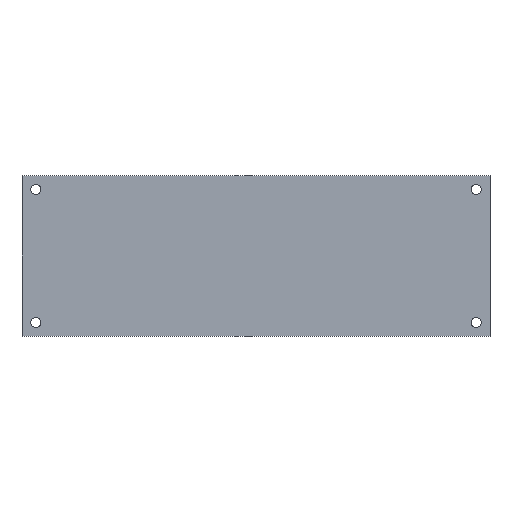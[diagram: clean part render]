
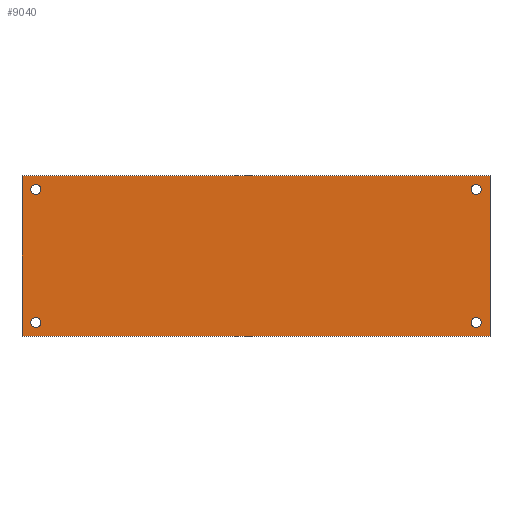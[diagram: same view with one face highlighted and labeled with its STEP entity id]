
A CAD part, front view. The second image highlights one B-rep face of the part: STEP entity #9040.
In plain terms, the highlighted planar face has unit normal (0, -1, 0).
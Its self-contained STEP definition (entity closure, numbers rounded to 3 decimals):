
#20 = ORIENTED_EDGE ( 'NONE', *, *, #6837, .T. ) ;
#356 = EDGE_LOOP ( 'NONE', ( #7074, #2168 ) ) ;
#368 = DIRECTION ( 'NONE',  ( 0., 0., 1. ) ) ;
#424 = VERTEX_POINT ( 'NONE', #3749 ) ;
#477 = EDGE_LOOP ( 'NONE', ( #20, #12114 ) ) ;
#496 = DIRECTION ( 'NONE',  ( 0., 0., 1. ) ) ;
#694 = VERTEX_POINT ( 'NONE', #9161 ) ;
#761 = CIRCLE ( 'NONE', #4850, 2.2 ) ;
#815 = VERTEX_POINT ( 'NONE', #12449 ) ;
#825 = CIRCLE ( 'NONE', #5187, 2.2 ) ;
#862 = VERTEX_POINT ( 'NONE', #9513 ) ;
#978 = CARTESIAN_POINT ( 'NONE',  ( 198., 0., 6. ) ) ;
#1031 = CARTESIAN_POINT ( 'NONE',  ( 6., 0., 64. ) ) ;
#1083 = EDGE_LOOP ( 'NONE', ( #4010, #11882 ) ) ;
#1345 = VERTEX_POINT ( 'NONE', #2256 ) ;
#1571 = VECTOR ( 'NONE', #8261, 1000. ) ;
#1615 = AXIS2_PLACEMENT_3D ( 'NONE', #4700, #1628, #10562 ) ;
#1628 = DIRECTION ( 'NONE',  ( 0., 1., 0. ) ) ;
#1662 = EDGE_CURVE ( 'NONE', #424, #815, #8609, .T. ) ;
#1706 = DIRECTION ( 'NONE',  ( 0., 0., 1. ) ) ;
#2013 = CARTESIAN_POINT ( 'NONE',  ( 0., 0., 70. ) ) ;
#2028 = DIRECTION ( 'NONE',  ( 0., 1., 0. ) ) ;
#2168 = ORIENTED_EDGE ( 'NONE', *, *, #4393, .T. ) ;
#2193 = CARTESIAN_POINT ( 'NONE',  ( 6., 0., 3.8 ) ) ;
#2202 = VERTEX_POINT ( 'NONE', #2013 ) ;
#2256 = CARTESIAN_POINT ( 'NONE',  ( 0., 0., 0. ) ) ;
#2497 = EDGE_CURVE ( 'NONE', #2202, #1345, #8745, .T. ) ;
#2540 = DIRECTION ( 'NONE',  ( 0., 0., -1. ) ) ;
#2689 = CIRCLE ( 'NONE', #6911, 2.2 ) ;
#2749 = FACE_BOUND ( 'NONE', #356, .T. ) ;
#3198 = AXIS2_PLACEMENT_3D ( 'NONE', #6522, #11508, #7525 ) ;
#3209 = CIRCLE ( 'NONE', #1615, 2.2 ) ;
#3293 = CARTESIAN_POINT ( 'NONE',  ( 198., 0., 6. ) ) ;
#3407 = ORIENTED_EDGE ( 'NONE', *, *, #5537, .F. ) ;
#3749 = CARTESIAN_POINT ( 'NONE',  ( 6., 0., 61.8 ) ) ;
#3878 = CARTESIAN_POINT ( 'NONE',  ( 6., 0., 64. ) ) ;
#3901 = EDGE_CURVE ( 'NONE', #4360, #5442, #761, .T. ) ;
#4010 = ORIENTED_EDGE ( 'NONE', *, *, #4566, .T. ) ;
#4068 = DIRECTION ( 'NONE',  ( 0., 0., 1. ) ) ;
#4252 = LINE ( 'NONE', #6654, #4870 ) ;
#4360 = VERTEX_POINT ( 'NONE', #6288 ) ;
#4393 = EDGE_CURVE ( 'NONE', #10320, #12468, #825, .T. ) ;
#4473 = EDGE_LOOP ( 'NONE', ( #4908, #3407, #10866, #11090 ) ) ;
#4566 = EDGE_CURVE ( 'NONE', #815, #424, #2689, .T. ) ;
#4579 = CARTESIAN_POINT ( 'NONE',  ( 204., 0., 70. ) ) ;
#4700 = CARTESIAN_POINT ( 'NONE',  ( 198., 0., 64. ) ) ;
#4850 = AXIS2_PLACEMENT_3D ( 'NONE', #978, #8217, #368 ) ;
#4870 = VECTOR ( 'NONE', #12496, 1000. ) ;
#4908 = ORIENTED_EDGE ( 'NONE', *, *, #8602, .T. ) ;
#4993 = ORIENTED_EDGE ( 'NONE', *, *, #9081, .T. ) ;
#5187 = AXIS2_PLACEMENT_3D ( 'NONE', #11521, #9357, #9397 ) ;
#5442 = VERTEX_POINT ( 'NONE', #10068 ) ;
#5537 = EDGE_CURVE ( 'NONE', #8210, #862, #11365, .T. ) ;
#5582 = CARTESIAN_POINT ( 'NONE',  ( 0., 0., 70. ) ) ;
#5673 = FACE_BOUND ( 'NONE', #8737, .T. ) ;
#6288 = CARTESIAN_POINT ( 'NONE',  ( 198., 0., 3.8 ) ) ;
#6485 = AXIS2_PLACEMENT_3D ( 'NONE', #11398, #10482, #496 ) ;
#6522 = CARTESIAN_POINT ( 'NONE',  ( 6., 0., 6. ) ) ;
#6654 = CARTESIAN_POINT ( 'NONE',  ( 0., 0., 70. ) ) ;
#6837 = EDGE_CURVE ( 'NONE', #5442, #4360, #10227, .T. ) ;
#6891 = ORIENTED_EDGE ( 'NONE', *, *, #8887, .T. ) ;
#6911 = AXIS2_PLACEMENT_3D ( 'NONE', #3878, #8822, #9848 ) ;
#7074 = ORIENTED_EDGE ( 'NONE', *, *, #9594, .T. ) ;
#7217 = CARTESIAN_POINT ( 'NONE',  ( 204., 0., 70. ) ) ;
#7370 = FACE_OUTER_BOUND ( 'NONE', #4473, .T. ) ;
#7514 = CIRCLE ( 'NONE', #3198, 2.2 ) ;
#7525 = DIRECTION ( 'NONE',  ( 0., 0., 1. ) ) ;
#8210 = VERTEX_POINT ( 'NONE', #4579 ) ;
#8217 = DIRECTION ( 'NONE',  ( 0., 1., 0. ) ) ;
#8261 = DIRECTION ( 'NONE',  ( 0., 0., -1. ) ) ;
#8295 = FACE_BOUND ( 'NONE', #477, .T. ) ;
#8589 = VECTOR ( 'NONE', #2540, 1000. ) ;
#8602 = EDGE_CURVE ( 'NONE', #1345, #862, #10827, .T. ) ;
#8609 = CIRCLE ( 'NONE', #9636, 2.2 ) ;
#8737 = EDGE_LOOP ( 'NONE', ( #4993, #6891 ) ) ;
#8745 = LINE ( 'NONE', #5582, #8589 ) ;
#8822 = DIRECTION ( 'NONE',  ( 0., 1., 0. ) ) ;
#8887 = EDGE_CURVE ( 'NONE', #694, #9424, #10037, .T. ) ;
#9040 = ADVANCED_FACE ( 'NONE', ( #5673, #8295, #2749, #9704, #7370 ), #12509, .F. ) ;
#9081 = EDGE_CURVE ( 'NONE', #9424, #694, #3209, .T. ) ;
#9161 = CARTESIAN_POINT ( 'NONE',  ( 198., 0., 61.8 ) ) ;
#9230 = VECTOR ( 'NONE', #10474, 1000. ) ;
#9357 = DIRECTION ( 'NONE',  ( 0., 1., 0. ) ) ;
#9390 = CARTESIAN_POINT ( 'NONE',  ( 0., 0., 0. ) ) ;
#9397 = DIRECTION ( 'NONE',  ( 0., 0., 1. ) ) ;
#9405 = CARTESIAN_POINT ( 'NONE',  ( 6., 0., 8.2 ) ) ;
#9424 = VERTEX_POINT ( 'NONE', #10286 ) ;
#9513 = CARTESIAN_POINT ( 'NONE',  ( 204., 0., 0. ) ) ;
#9594 = EDGE_CURVE ( 'NONE', #12468, #10320, #7514, .T. ) ;
#9636 = AXIS2_PLACEMENT_3D ( 'NONE', #1031, #2028, #4068 ) ;
#9704 = FACE_BOUND ( 'NONE', #1083, .T. ) ;
#9848 = DIRECTION ( 'NONE',  ( 0., 0., 1. ) ) ;
#9935 = AXIS2_PLACEMENT_3D ( 'NONE', #3293, #12223, #11245 ) ;
#10037 = CIRCLE ( 'NONE', #6485, 2.2 ) ;
#10068 = CARTESIAN_POINT ( 'NONE',  ( 198., 0., 8.2 ) ) ;
#10227 = CIRCLE ( 'NONE', #9935, 2.2 ) ;
#10286 = CARTESIAN_POINT ( 'NONE',  ( 198., 0., 66.2 ) ) ;
#10320 = VERTEX_POINT ( 'NONE', #2193 ) ;
#10474 = DIRECTION ( 'NONE',  ( 1., 0., 0. ) ) ;
#10482 = DIRECTION ( 'NONE',  ( 0., 1., 0. ) ) ;
#10562 = DIRECTION ( 'NONE',  ( 0., 0., 1. ) ) ;
#10827 = LINE ( 'NONE', #9390, #9230 ) ;
#10866 = ORIENTED_EDGE ( 'NONE', *, *, #11041, .F. ) ;
#11041 = EDGE_CURVE ( 'NONE', #2202, #8210, #4252, .T. ) ;
#11090 = ORIENTED_EDGE ( 'NONE', *, *, #2497, .T. ) ;
#11245 = DIRECTION ( 'NONE',  ( 0., 0., 1. ) ) ;
#11365 = LINE ( 'NONE', #7217, #1571 ) ;
#11398 = CARTESIAN_POINT ( 'NONE',  ( 198., 0., 64. ) ) ;
#11508 = DIRECTION ( 'NONE',  ( 0., 1., 0. ) ) ;
#11521 = CARTESIAN_POINT ( 'NONE',  ( 6., 0., 6. ) ) ;
#11604 = CARTESIAN_POINT ( 'NONE',  ( 0., 0., 70. ) ) ;
#11835 = AXIS2_PLACEMENT_3D ( 'NONE', #11604, #12642, #1706 ) ;
#11882 = ORIENTED_EDGE ( 'NONE', *, *, #1662, .T. ) ;
#12114 = ORIENTED_EDGE ( 'NONE', *, *, #3901, .T. ) ;
#12223 = DIRECTION ( 'NONE',  ( 0., 1., 0. ) ) ;
#12449 = CARTESIAN_POINT ( 'NONE',  ( 6., 0., 66.2 ) ) ;
#12468 = VERTEX_POINT ( 'NONE', #9405 ) ;
#12496 = DIRECTION ( 'NONE',  ( 1., 0., 0. ) ) ;
#12509 = PLANE ( 'NONE',  #11835 ) ;
#12642 = DIRECTION ( 'NONE',  ( 0., 1., 0. ) ) ;
